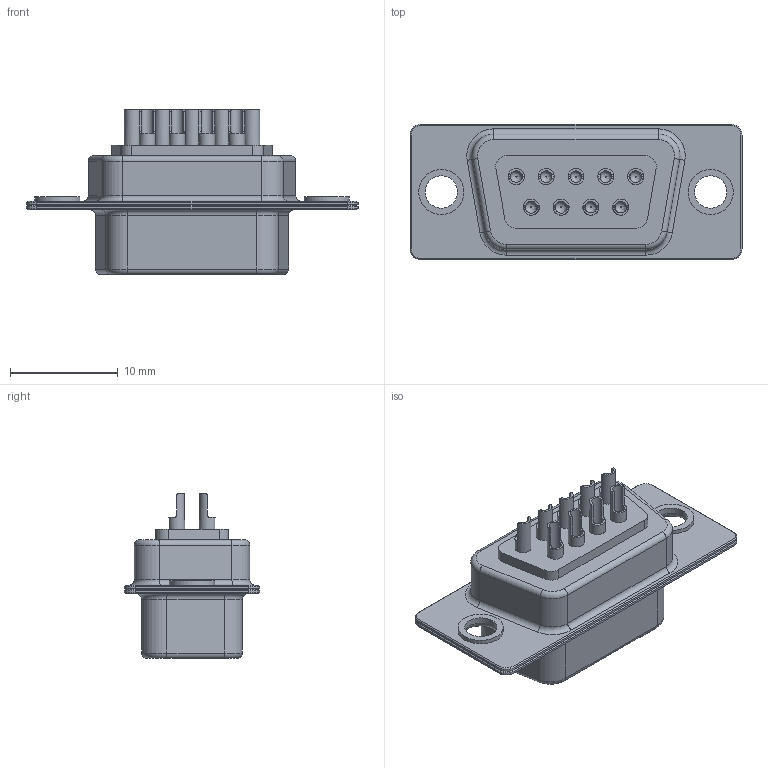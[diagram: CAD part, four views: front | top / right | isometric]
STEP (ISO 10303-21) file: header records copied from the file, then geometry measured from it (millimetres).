
FILE_DESCRIPTION(/* description */ (''),/* implementation_level */ '2;1');
FILE_NAME(/* name */ '105-09-1-3-0-Dummy.stp',/* time_stamp */ '2024-10-23T12:21:13+02:00',/* author */ ('Andreas.Larin'),/* organization */ (''),/* preprocessor_version */ 'ST-DEVELOPER v20',/* originating_system */ 'Autodesk Inventor 2025',/* authorisation */ '');
FILE_SCHEMA (('AUTOMOTIVE_DESIGN { 1 0 10303 214 3 1 1 }'));
Length unit declared in the file: millimetre
Products named in the file (1): 105-09-1-3-0-Dummy
Bounding box: 30.81 x 12.55 x 15.3 mm (x, y, z)
Volume: 1375.9 mm3; surface area: 1939.4 mm2
Topology: 1 solids, 1 shells, 251 faces, 597 edges, 362 vertices
Faces by surface type: cylinder 107, plane 92, torus 18, cone 16, bspline 9, sphere 9
Full cylindrical faces by diameter (mm): 0.95 x9, 1.08 x7, 1.1 x2, 1.48 x9, 3 x2, 4.2 x2
Entity records: 8034 total; most frequent: CARTESIAN_POINT 2108, DIRECTION 1211, ORIENTED_EDGE 1176, EDGE_CURVE 588, AXIS2_PLACEMENT_3D 460, VERTEX_POINT 362, LINE 291, VECTOR 291
